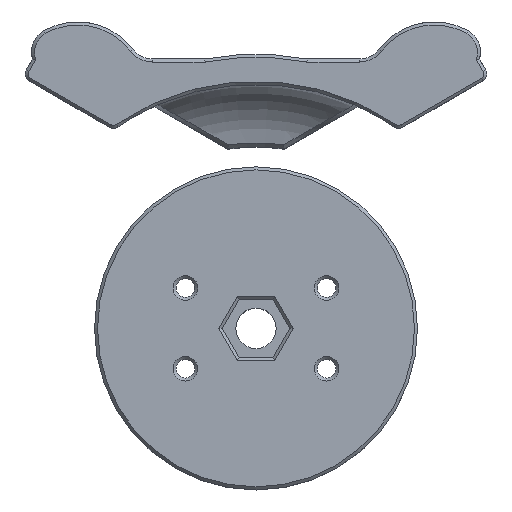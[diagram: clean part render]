
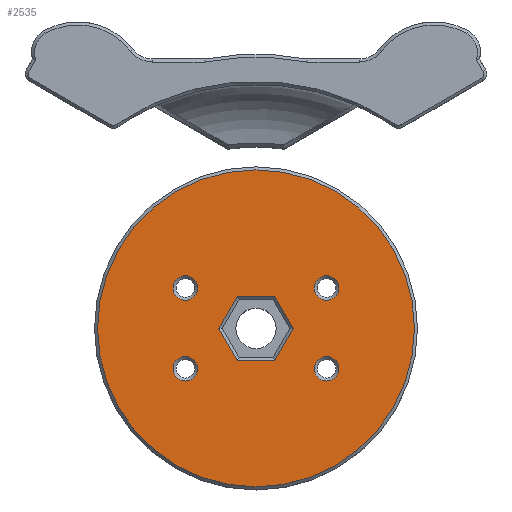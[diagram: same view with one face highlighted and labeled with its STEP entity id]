
A CAD part, top view. The second image highlights one B-rep face of the part: STEP entity #2535.
In plain terms, the highlighted face is planar.
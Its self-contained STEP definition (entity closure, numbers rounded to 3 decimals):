
#124=FACE_BOUND('',#380,.T.);
#125=FACE_BOUND('',#381,.T.);
#126=FACE_BOUND('',#382,.T.);
#127=FACE_BOUND('',#383,.T.);
#128=FACE_BOUND('',#384,.T.);
#144=PLANE('',#2738);
#219=FACE_OUTER_BOUND('',#379,.T.);
#379=EDGE_LOOP('',(#1769));
#380=EDGE_LOOP('',(#1770));
#381=EDGE_LOOP('',(#1771));
#382=EDGE_LOOP('',(#1772,#1773,#1774,#1775,#1776,#1777));
#383=EDGE_LOOP('',(#1778));
#384=EDGE_LOOP('',(#1779));
#549=LINE('',#3893,#748);
#550=LINE('',#3895,#749);
#551=LINE('',#3897,#750);
#552=LINE('',#3899,#751);
#553=LINE('',#3901,#752);
#554=LINE('',#3902,#753);
#748=VECTOR('',#3104,10.);
#749=VECTOR('',#3105,10.);
#750=VECTOR('',#3106,10.);
#751=VECTOR('',#3107,10.);
#752=VECTOR('',#3108,10.);
#753=VECTOR('',#3109,10.);
#953=CIRCLE('',#2737,39.25);
#954=CIRCLE('',#2739,3.05);
#955=CIRCLE('',#2740,3.05);
#956=CIRCLE('',#2741,3.05);
#957=CIRCLE('',#2742,3.05);
#1098=VERTEX_POINT('',#3883);
#1099=VERTEX_POINT('',#3887);
#1100=VERTEX_POINT('',#3889);
#1101=VERTEX_POINT('',#3891);
#1102=VERTEX_POINT('',#3892);
#1103=VERTEX_POINT('',#3894);
#1104=VERTEX_POINT('',#3896);
#1105=VERTEX_POINT('',#3898);
#1106=VERTEX_POINT('',#3900);
#1107=VERTEX_POINT('',#3903);
#1108=VERTEX_POINT('',#3905);
#1351=EDGE_CURVE('',#1098,#1098,#953,.T.);
#1352=EDGE_CURVE('',#1099,#1099,#954,.T.);
#1353=EDGE_CURVE('',#1100,#1100,#955,.T.);
#1354=EDGE_CURVE('',#1101,#1102,#549,.T.);
#1355=EDGE_CURVE('',#1103,#1101,#550,.T.);
#1356=EDGE_CURVE('',#1104,#1103,#551,.T.);
#1357=EDGE_CURVE('',#1105,#1104,#552,.T.);
#1358=EDGE_CURVE('',#1106,#1105,#553,.T.);
#1359=EDGE_CURVE('',#1102,#1106,#554,.T.);
#1360=EDGE_CURVE('',#1107,#1107,#956,.T.);
#1361=EDGE_CURVE('',#1108,#1108,#957,.T.);
#1769=ORIENTED_EDGE('',*,*,#1351,.F.);
#1770=ORIENTED_EDGE('',*,*,#1352,.F.);
#1771=ORIENTED_EDGE('',*,*,#1353,.F.);
#1772=ORIENTED_EDGE('',*,*,#1354,.F.);
#1773=ORIENTED_EDGE('',*,*,#1355,.F.);
#1774=ORIENTED_EDGE('',*,*,#1356,.F.);
#1775=ORIENTED_EDGE('',*,*,#1357,.F.);
#1776=ORIENTED_EDGE('',*,*,#1358,.F.);
#1777=ORIENTED_EDGE('',*,*,#1359,.F.);
#1778=ORIENTED_EDGE('',*,*,#1360,.F.);
#1779=ORIENTED_EDGE('',*,*,#1361,.F.);
#2535=ADVANCED_FACE('',(#219,#124,#125,#126,#127,#128),#144,.F.);
#2737=AXIS2_PLACEMENT_3D('',#3885,#3096,#3097);
#2738=AXIS2_PLACEMENT_3D('',#3886,#3098,#3099);
#2739=AXIS2_PLACEMENT_3D('',#3888,#3100,#3101);
#2740=AXIS2_PLACEMENT_3D('',#3890,#3102,#3103);
#2741=AXIS2_PLACEMENT_3D('',#3904,#3110,#3111);
#2742=AXIS2_PLACEMENT_3D('',#3906,#3112,#3113);
#3096=DIRECTION('center_axis',(0.,0.,1.));
#3097=DIRECTION('ref_axis',(1.,0.,0.));
#3098=DIRECTION('center_axis',(0.,0.,1.));
#3099=DIRECTION('ref_axis',(1.,0.,0.));
#3100=DIRECTION('center_axis',(0.,0.,-1.));
#3101=DIRECTION('ref_axis',(1.,0.,0.));
#3102=DIRECTION('center_axis',(0.,0.,-1.));
#3103=DIRECTION('ref_axis',(1.,0.,0.));
#3104=DIRECTION('',(1.,0.,0.));
#3105=DIRECTION('',(0.5,0.866,0.));
#3106=DIRECTION('',(-0.5,0.866,0.));
#3107=DIRECTION('',(-1.,0.,0.));
#3108=DIRECTION('',(-0.5,-0.866,0.));
#3109=DIRECTION('',(0.5,-0.866,0.));
#3110=DIRECTION('center_axis',(0.,0.,-1.));
#3111=DIRECTION('ref_axis',(1.,0.,0.));
#3112=DIRECTION('center_axis',(0.,0.,-1.));
#3113=DIRECTION('ref_axis',(1.,0.,0.));
#3883=CARTESIAN_POINT('',(-39.25,0.,0.));
#3885=CARTESIAN_POINT('Origin',(0.,0.,0.));
#3886=CARTESIAN_POINT('Origin',(0.,0.,0.));
#3887=CARTESIAN_POINT('',(-20.55,10.,0.));
#3888=CARTESIAN_POINT('Origin',(-17.5,10.,0.));
#3889=CARTESIAN_POINT('',(14.45,10.,0.));
#3890=CARTESIAN_POINT('Origin',(17.5,10.,0.));
#3891=CARTESIAN_POINT('',(-4.619,8.,0.));
#3892=CARTESIAN_POINT('',(4.619,8.,0.));
#3893=CARTESIAN_POINT('',(2.093,8.,0.));
#3894=CARTESIAN_POINT('',(-9.238,0.,0.));
#3895=CARTESIAN_POINT('',(-5.882,5.813,0.));
#3896=CARTESIAN_POINT('',(-4.619,-8.,0.));
#3897=CARTESIAN_POINT('',(-7.975,-2.188,0.));
#3898=CARTESIAN_POINT('',(4.619,-8.,0.));
#3899=CARTESIAN_POINT('',(-2.093,-8.,0.));
#3900=CARTESIAN_POINT('',(9.238,0.,0.));
#3901=CARTESIAN_POINT('',(5.882,-5.813,0.));
#3902=CARTESIAN_POINT('',(7.975,2.188,0.));
#3903=CARTESIAN_POINT('',(14.45,-10.,0.));
#3904=CARTESIAN_POINT('Origin',(17.5,-10.,0.));
#3905=CARTESIAN_POINT('',(-20.55,-10.,0.));
#3906=CARTESIAN_POINT('Origin',(-17.5,-10.,0.));
